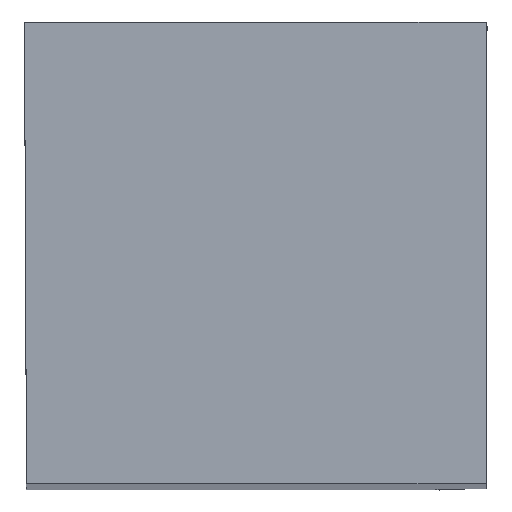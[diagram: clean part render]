
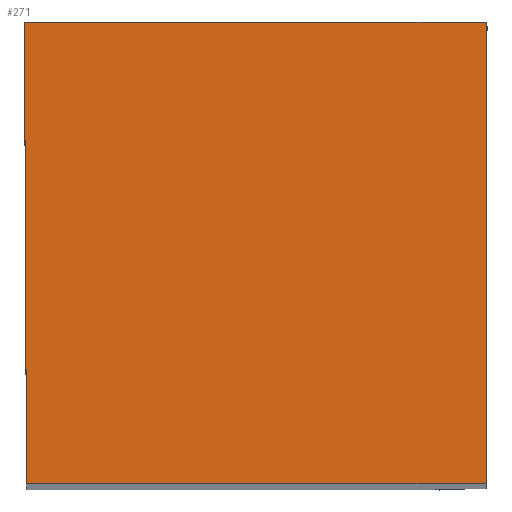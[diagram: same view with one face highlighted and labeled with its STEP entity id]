
A CAD part, top view. The second image highlights one B-rep face of the part: STEP entity #271.
In plain terms, the highlighted planar face has unit normal (0, 0, 1).
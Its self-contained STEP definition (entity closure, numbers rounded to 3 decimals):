
#271=ADVANCED_FACE('CU_BACK_SU1',(#402),#356,.F.);
#356=PLANE('',#1671);
#402=FACE_OUTER_BOUND('',#478,.T.);
#478=EDGE_LOOP('',(#574,#575,#576,#577));
#574=ORIENTED_EDGE('',*,*,#1147,.F.);
#575=ORIENTED_EDGE('',*,*,#1150,.T.);
#576=ORIENTED_EDGE('',*,*,#1151,.T.);
#577=ORIENTED_EDGE('',*,*,#1152,.T.);
#1003=VERTEX_POINT('',#2255);
#1004=VERTEX_POINT('',#2257);
#1006=VERTEX_POINT('',#2263);
#1007=VERTEX_POINT('',#2265);
#1147=EDGE_CURVE('',#1003,#1004,#1363,.T.);
#1150=EDGE_CURVE('',#1003,#1006,#1366,.T.);
#1151=EDGE_CURVE('',#1006,#1007,#1367,.T.);
#1152=EDGE_CURVE('',#1007,#1004,#1368,.T.);
#1363=LINE('',#2256,#1476);
#1366=LINE('',#2262,#1479);
#1367=LINE('',#2264,#1480);
#1368=LINE('',#2266,#1481);
#1476=VECTOR('',#1827,1.);
#1479=VECTOR('',#1832,1.);
#1480=VECTOR('',#1833,1.);
#1481=VECTOR('',#1834,1.);
#1671=AXIS2_PLACEMENT_3D('',#2267,#1835,#1836);
#1827=DIRECTION('',(0.,-1.,0.));
#1832=DIRECTION('',(-1.,0.,0.));
#1833=DIRECTION('',(0.004,-1.,0.));
#1834=DIRECTION('',(1.,0.,0.));
#1835=DIRECTION('',(0.,0.,-1.));
#1836=DIRECTION('',(0.,-1.,0.));
#2255=CARTESIAN_POINT('',(15.825,15.825,0.));
#2256=CARTESIAN_POINT('',(15.825,35.825,0.));
#2257=CARTESIAN_POINT('',(15.825,0.,0.));
#2262=CARTESIAN_POINT('',(-22.791,15.825,0.));
#2263=CARTESIAN_POINT('',(0.,15.825,0.));
#2264=CARTESIAN_POINT('',(-0.088,35.924,0.));
#2265=CARTESIAN_POINT('',(0.069,0.,0.));
#2266=CARTESIAN_POINT('',(-22.791,0.,0.));
#2267=CARTESIAN_POINT('',(-22.791,35.825,0.));
